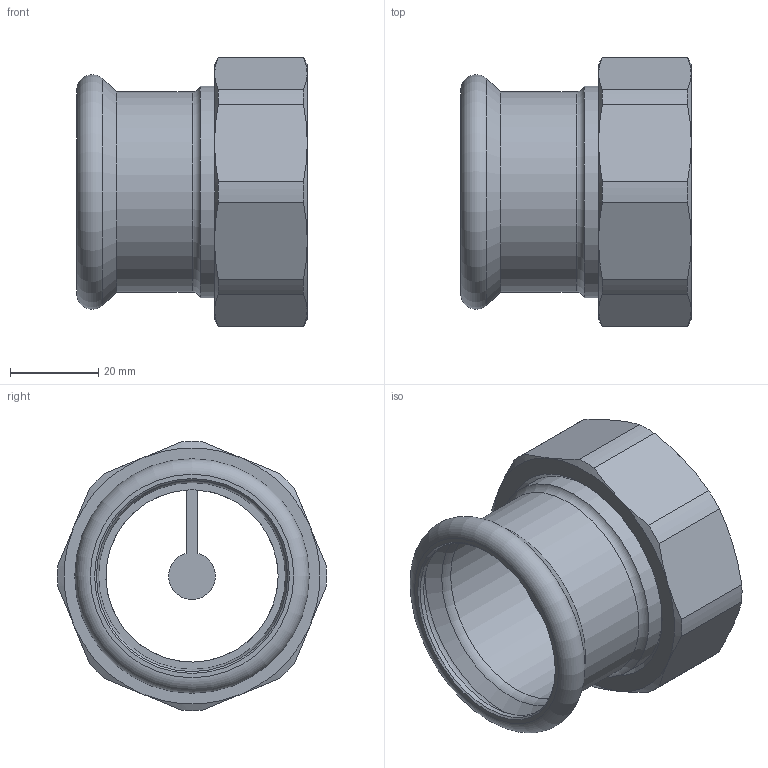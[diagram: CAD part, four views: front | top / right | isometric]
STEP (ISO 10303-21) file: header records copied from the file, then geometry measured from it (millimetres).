
FILE_DESCRIPTION(/* description */ (''),/* implementation_level */ '2;1');
FILE_NAME(/* name */ '35037.stp',/* time_stamp */ '2014-04-01T20:47:03+02:00',/* author */ ('bruh'),/* organization */ (''),/* preprocessor_version */ 'ST-DEVELOPER v15.2',/* originating_system */ 'Autodesk Inventor 2014',/* authorisation */ '');
FILE_SCHEMA (('AUTOMOTIVE_DESIGN { 1 0 10303 214 3 1 1 }'));
Length unit declared in the file: millimetre
Products named in the file (4): 101250; 101139; 400788; 35037
Bounding box: 52.2 x 60.98 x 60.98 mm (x, y, z)
Volume: 30216.8 mm3; surface area: 22891.3 mm2
Topology: 2 solids, 2 shells, 61 faces, 140 edges, 85 vertices
Faces by surface type: cone 22, plane 17, cylinder 17, torus 5
Full cylindrical faces by diameter (mm): 39 x1, 42.3 x1, 43.3 x1, 45.4 x1, 48 x2, 48.1 x1, 50.788 x1
Entity records: 1676 total; most frequent: CARTESIAN_POINT 326, DIRECTION 278, ORIENTED_EDGE 230, AXIS2_PLACEMENT_3D 127, EDGE_CURVE 115, EDGE_LOOP 86, VERTEX_POINT 79, ADVANCED_FACE 61
